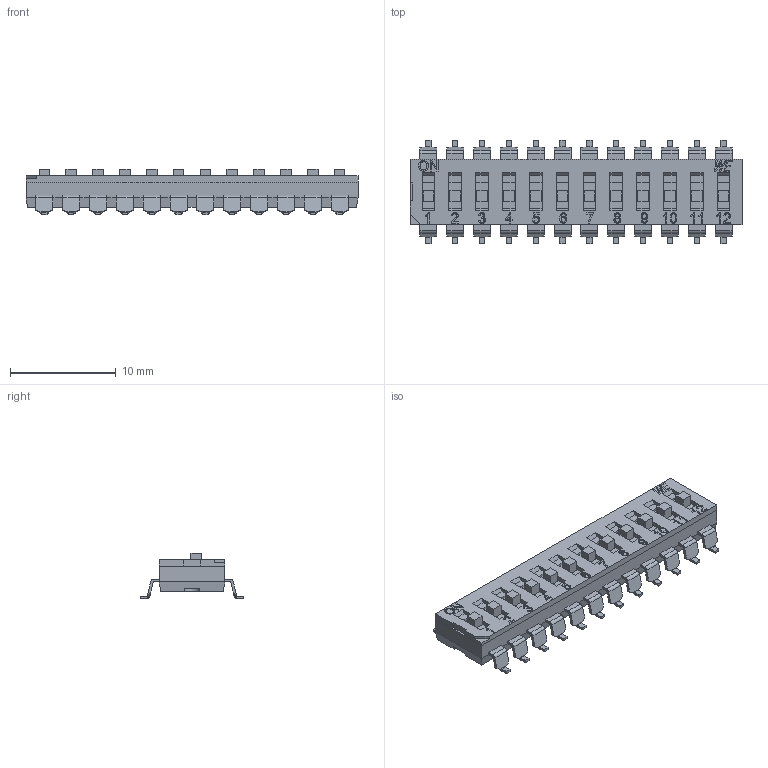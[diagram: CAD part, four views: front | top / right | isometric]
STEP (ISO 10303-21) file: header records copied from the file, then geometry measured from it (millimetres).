
FILE_DESCRIPTION( ( 'Unknown' ), '1' );
FILE_NAME( '418121270812.stp', 'Unknown', ( 'Unknown' ), ( 'Unknown' ), 'PSStep 17.0.49', 'Unknown', ' ' );
FILE_SCHEMA( ( 'AUTOMOTIVE_DESIGN { 1 0 10303 214 1 1 1 1 }' ) );
Length unit declared in the file: millimetre
Products named in the file (7): Assem1; Terminal_tall; Terminal_small; Actuator; Contact; Base_12; Cover_12
Assembly tree (50 placements, depth 2):
  Assem1
    Terminal_tall  x12
    Terminal_small  x12
    Actuator  x12
    Contact  x12
    Base_12
    Cover_12
Bounding box: 31.42 x 9.8 x 4.32 mm (x, y, z)
Volume: 507.8 mm3; surface area: 2194.4 mm2
Topology: 50 solids, 50 shells, 2227 faces, 6146 edges, 4036 vertices
Faces by surface type: plane 1637, cylinder 506, bspline 48, extrusion 36
Full cylindrical faces by diameter (mm): 0.57 x12, 0.6 x36, 2.4 x1
Entity records: 31788 total; most frequent: CARTESIAN_POINT 6562, ORIENTED_EDGE 4234, DIRECTION 3443, EDGE_CURVE 2117, VECTOR 1783, LINE 1747, VERTEX_POINT 1384, EDGE_LOOP 839
